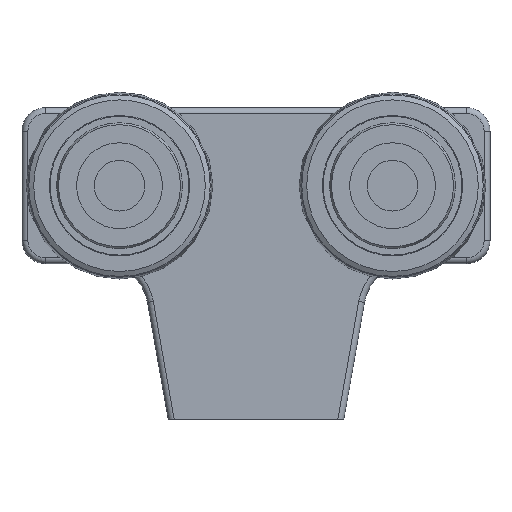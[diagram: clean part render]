
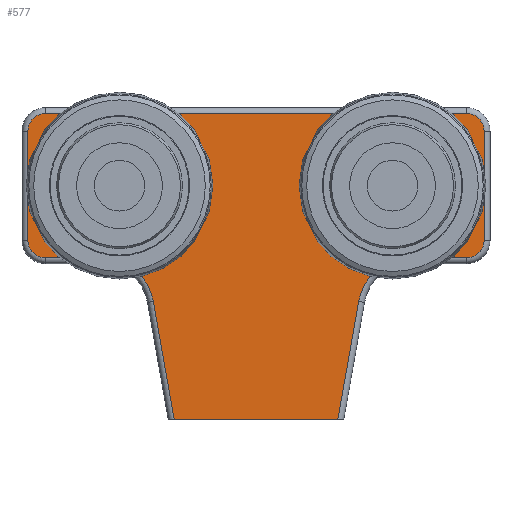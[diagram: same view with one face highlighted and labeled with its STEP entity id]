
A CAD part, front view. The second image highlights one B-rep face of the part: STEP entity #577.
In plain terms, the highlighted face is planar.
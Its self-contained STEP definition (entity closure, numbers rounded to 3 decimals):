
#577=ADVANCED_FACE('',(#1068,#1069,#1070),#1071,.F.);
#1068=FACE_OUTER_BOUND('',#1736,.T.);
#1069=FACE_BOUND('',#1737,.T.);
#1070=FACE_BOUND('',#1738,.T.);
#1071=PLANE('',#1739);
#1736=EDGE_LOOP('',(#2564,#2565,#2566,#2567,#2568,#2569,#2570,#2571,#2572,#2573,#2574,#2575,#2576,#2577));
#1737=EDGE_LOOP('',(#2578));
#1738=EDGE_LOOP('',(#2579));
#1739=AXIS2_PLACEMENT_3D('',#2580,#2581,#2582);
#2564=ORIENTED_EDGE('',*,*,#3660,.F.);
#2565=ORIENTED_EDGE('',*,*,#3661,.F.);
#2566=ORIENTED_EDGE('',*,*,#3662,.F.);
#2567=ORIENTED_EDGE('',*,*,#3618,.F.);
#2568=ORIENTED_EDGE('',*,*,#3663,.F.);
#2569=ORIENTED_EDGE('',*,*,#3664,.F.);
#2570=ORIENTED_EDGE('',*,*,#3665,.F.);
#2571=ORIENTED_EDGE('',*,*,#3666,.F.);
#2572=ORIENTED_EDGE('',*,*,#3667,.F.);
#2573=ORIENTED_EDGE('',*,*,#3668,.F.);
#2574=ORIENTED_EDGE('',*,*,#3669,.F.);
#2575=ORIENTED_EDGE('',*,*,#3670,.F.);
#2576=ORIENTED_EDGE('',*,*,#3671,.F.);
#2577=ORIENTED_EDGE('',*,*,#3672,.F.);
#2578=ORIENTED_EDGE('',*,*,#3673,.F.);
#2579=ORIENTED_EDGE('',*,*,#3640,.F.);
#2580=CARTESIAN_POINT('',(194.461,-69.627,163.235));
#2581=DIRECTION('',(0.,-1.,0.));
#2582=DIRECTION('',(0.,0.,-1.));
#3618=EDGE_CURVE('',#4023,#4025,#4026,.T.);
#3640=EDGE_CURVE('',#4061,#4061,#4062,.T.);
#3660=EDGE_CURVE('',#4095,#4096,#4097,.T.);
#3661=EDGE_CURVE('',#4098,#4095,#4099,.T.);
#3662=EDGE_CURVE('',#4025,#4098,#4100,.T.);
#3663=EDGE_CURVE('',#4101,#4023,#4102,.T.);
#3664=EDGE_CURVE('',#4103,#4101,#4104,.T.);
#3665=EDGE_CURVE('',#4105,#4103,#4106,.T.);
#3666=EDGE_CURVE('',#4107,#4105,#4108,.T.);
#3667=EDGE_CURVE('',#4109,#4107,#4110,.T.);
#3668=EDGE_CURVE('',#4111,#4109,#4112,.T.);
#3669=EDGE_CURVE('',#4113,#4111,#4114,.T.);
#3670=EDGE_CURVE('',#4115,#4113,#4116,.T.);
#3671=EDGE_CURVE('',#4117,#4115,#4118,.T.);
#3672=EDGE_CURVE('',#4096,#4117,#4119,.T.);
#3673=EDGE_CURVE('',#4120,#4120,#4121,.T.);
#4023=VERTEX_POINT('',#4613);
#4025=VERTEX_POINT('',#4615);
#4026=LINE('',#4616,#4617);
#4061=VERTEX_POINT('',#4653);
#4062=CIRCLE('',#4654,6.1);
#4095=VERTEX_POINT('',#4689);
#4096=VERTEX_POINT('',#4690);
#4097=LINE('',#4691,#4692);
#4098=VERTEX_POINT('',#4693);
#4099=LINE('',#4694,#4695);
#4100=CIRCLE('',#4696,13.5);
#4101=VERTEX_POINT('',#4697);
#4102=CIRCLE('',#4698,4.5);
#4103=VERTEX_POINT('',#4699);
#4104=LINE('',#4700,#4701);
#4105=VERTEX_POINT('',#4702);
#4106=CIRCLE('',#4703,4.5);
#4107=VERTEX_POINT('',#4704);
#4108=LINE('',#4705,#4706);
#4109=VERTEX_POINT('',#4707);
#4110=CIRCLE('',#4708,4.5);
#4111=VERTEX_POINT('',#4709);
#4112=LINE('',#4710,#4711);
#4113=VERTEX_POINT('',#4712);
#4114=CIRCLE('',#4713,4.5);
#4115=VERTEX_POINT('',#4714);
#4116=LINE('',#4715,#4716);
#4117=VERTEX_POINT('',#4717);
#4118=CIRCLE('',#4718,13.5);
#4119=LINE('',#4719,#4720);
#4120=VERTEX_POINT('',#4721);
#4121=CIRCLE('',#4722,6.1);
#4613=CARTESIAN_POINT('',(140.461,-69.627,155.156));
#4615=CARTESIAN_POINT('',(154.839,-69.627,155.156));
#4616=CARTESIAN_POINT('',(194.461,-69.627,155.156));
#4617=VECTOR('',#5497,1.);
#4653=CARTESIAN_POINT('',(229.461,-69.627,167.556));
#4654=AXIS2_PLACEMENT_3D('',#5538,#5539,#5540);
#4689=CARTESIAN_POINT('',(173.485,-69.627,113.656));
#4690=CARTESIAN_POINT('',(215.438,-69.627,113.656));
#4691=CARTESIAN_POINT('',(194.461,-69.627,113.656));
#4692=VECTOR('',#5576,1.);
#4693=CARTESIAN_POINT('',(168.134,-69.627,144.));
#4694=CARTESIAN_POINT('',(168.134,-69.627,144.));
#4695=VECTOR('',#5577,1.);
#4696=AXIS2_PLACEMENT_3D('',#5578,#5579,#5580);
#4697=CARTESIAN_POINT('',(135.961,-69.627,159.656));
#4698=AXIS2_PLACEMENT_3D('',#5581,#5582,#5583);
#4699=CARTESIAN_POINT('',(135.961,-69.627,187.656));
#4700=CARTESIAN_POINT('',(135.961,-69.627,163.235));
#4701=VECTOR('',#5584,1.);
#4702=CARTESIAN_POINT('',(140.461,-69.627,192.156));
#4703=AXIS2_PLACEMENT_3D('',#5585,#5586,#5587);
#4704=CARTESIAN_POINT('',(248.461,-69.627,192.156));
#4705=CARTESIAN_POINT('',(194.461,-69.627,192.156));
#4706=VECTOR('',#5588,1.);
#4707=CARTESIAN_POINT('',(252.961,-69.627,187.656));
#4708=AXIS2_PLACEMENT_3D('',#5589,#5590,#5591);
#4709=CARTESIAN_POINT('',(252.961,-69.627,159.656));
#4710=CARTESIAN_POINT('',(252.961,-69.627,163.235));
#4711=VECTOR('',#5592,1.);
#4712=CARTESIAN_POINT('',(248.461,-69.627,155.156));
#4713=AXIS2_PLACEMENT_3D('',#5593,#5594,#5595);
#4714=CARTESIAN_POINT('',(234.084,-69.627,155.156));
#4715=CARTESIAN_POINT('',(194.461,-69.627,155.156));
#4716=VECTOR('',#5596,1.);
#4717=CARTESIAN_POINT('',(220.789,-69.627,144.));
#4718=AXIS2_PLACEMENT_3D('',#5597,#5598,#5599);
#4719=CARTESIAN_POINT('',(215.438,-69.627,113.656));
#4720=VECTOR('',#5600,1.);
#4721=CARTESIAN_POINT('',(159.461,-69.627,167.556));
#4722=AXIS2_PLACEMENT_3D('',#5601,#5602,#5603);
#5497=DIRECTION('',(1.,0.,0.));
#5538=CARTESIAN_POINT('',(229.461,-69.627,173.656));
#5539=DIRECTION('',(0.,1.,0.));
#5540=DIRECTION('',(0.,0.,-1.));
#5576=DIRECTION('',(1.,0.,0.));
#5577=DIRECTION('',(0.174,0.,-0.985));
#5578=CARTESIAN_POINT('',(154.839,-69.627,141.656));
#5579=DIRECTION('',(0.,1.,0.));
#5580=DIRECTION('',(0.,0.,1.));
#5581=CARTESIAN_POINT('',(140.461,-69.627,159.656));
#5582=DIRECTION('',(0.,-1.,0.));
#5583=DIRECTION('',(0.,0.,-1.));
#5584=DIRECTION('',(0.,0.,-1.));
#5585=CARTESIAN_POINT('',(140.461,-69.627,187.656));
#5586=DIRECTION('',(0.,-1.,0.));
#5587=DIRECTION('',(0.,0.,-1.));
#5588=DIRECTION('',(-1.,0.,0.));
#5589=CARTESIAN_POINT('',(248.461,-69.627,187.656));
#5590=DIRECTION('',(0.,-1.,0.));
#5591=DIRECTION('',(0.,0.,-1.));
#5592=DIRECTION('',(0.,0.,1.));
#5593=CARTESIAN_POINT('',(248.461,-69.627,159.656));
#5594=DIRECTION('',(0.,-1.,0.));
#5595=DIRECTION('',(0.,0.,-1.));
#5596=DIRECTION('',(1.,0.,0.));
#5597=CARTESIAN_POINT('',(234.084,-69.627,141.656));
#5598=DIRECTION('',(0.,1.,0.));
#5599=DIRECTION('',(0.,0.,1.));
#5600=DIRECTION('',(0.174,0.,0.985));
#5601=CARTESIAN_POINT('',(159.461,-69.627,173.656));
#5602=DIRECTION('',(0.,1.,0.));
#5603=DIRECTION('',(0.,0.,-1.));
